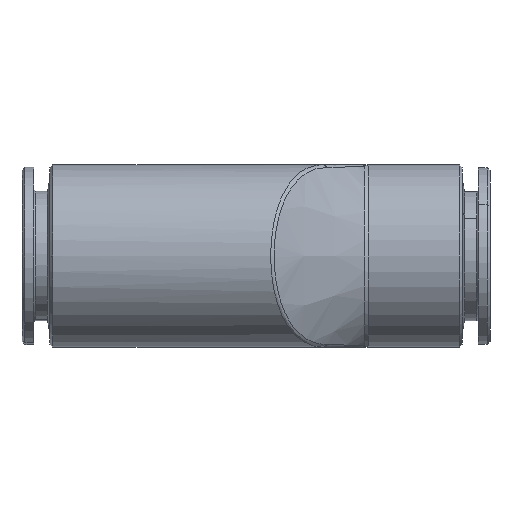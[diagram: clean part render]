
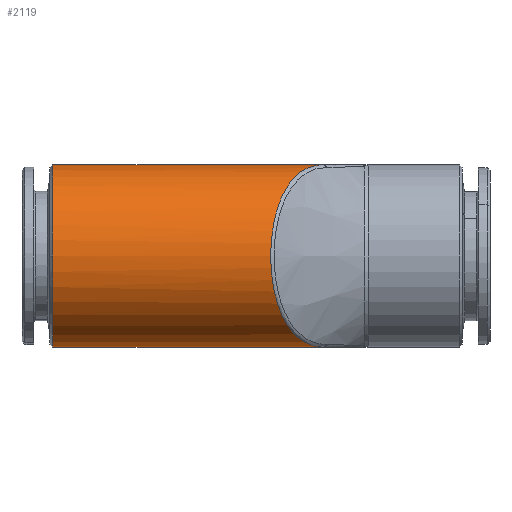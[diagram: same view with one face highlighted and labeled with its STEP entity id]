
A CAD part, left-side view. The second image highlights one B-rep face of the part: STEP entity #2119.
In plain terms, the highlighted cylindrical face has radius 9.5 mm (diameter 19 mm), a partial arc.
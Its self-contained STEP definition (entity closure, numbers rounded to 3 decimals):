
#1983 = VERTEX_POINT ( 'NONE', #2507 ) ;
#1998 = EDGE_CURVE ( 'NONE', #1983, #2255, #2421, .T. ) ;
#2035 = VERTEX_POINT ( 'NONE', #2602 ) ;
#2081 = VERTEX_POINT ( 'NONE', #2673 ) ;
#2083 = EDGE_CURVE ( 'NONE', #2081, #2035, #2672, .T. ) ;
#2119 = ADVANCED_FACE ( 'NONE', ( #2796 ), #2733, .T. ) ;
#2126 = ORIENTED_EDGE ( 'NONE', *, *, #1998, .T. ) ;
#2127 = ORIENTED_EDGE ( 'NONE', *, *, #2242, .T. ) ;
#2134 = VERTEX_POINT ( 'NONE', #2804 ) ;
#2135 = ORIENTED_EDGE ( 'NONE', *, *, #2136, .T. ) ;
#2136 = EDGE_CURVE ( 'NONE', #2081, #1983, #2818, .T. ) ;
#2137 = ORIENTED_EDGE ( 'NONE', *, *, #2083, .F. ) ;
#2144 = EDGE_LOOP ( 'NONE', ( #2137, #2135, #2126, #2127, #2178, #2164, #2166 ) ) ;
#2147 = EDGE_CURVE ( 'NONE', #2176, #2177, #2830, .T. ) ;
#2164 = ORIENTED_EDGE ( 'NONE', *, *, #2165, .T. ) ;
#2165 = EDGE_CURVE ( 'NONE', #2177, #2134, #3652, .T. ) ;
#2166 = ORIENTED_EDGE ( 'NONE', *, *, #2167, .F. ) ;
#2167 = EDGE_CURVE ( 'NONE', #2035, #2134, #3729, .T. ) ;
#2176 = VERTEX_POINT ( 'NONE', #3672 ) ;
#2177 = VERTEX_POINT ( 'NONE', #3671 ) ;
#2178 = ORIENTED_EDGE ( 'NONE', *, *, #2147, .T. ) ;
#2242 = EDGE_CURVE ( 'NONE', #2255, #2176, #3932, .T. ) ;
#2255 = VERTEX_POINT ( 'NONE', #3903 ) ;
#2417 = DIRECTION ( 'NONE',  ( 1., 0., 0. ) ) ;
#2418 = DIRECTION ( 'NONE',  ( 0., -1., 0. ) ) ;
#2419 = CARTESIAN_POINT ( 'NONE',  ( -9.75, 43.7, 0. ) ) ;
#2420 = AXIS2_PLACEMENT_3D ( 'NONE', #2419, #2418, #2417 ) ;
#2421 = CIRCLE ( 'NONE', #2420, 9.5 ) ;
#2507 = CARTESIAN_POINT ( 'NONE',  ( -19.25, 43.7, 0. ) ) ;
#2602 = CARTESIAN_POINT ( 'NONE',  ( -9.75, 27.268, 9.5 ) ) ;
#2669 = DIRECTION ( 'NONE',  ( 0., -1., 0. ) ) ;
#2670 = VECTOR ( 'NONE', #2669, 1000. ) ;
#2671 = CARTESIAN_POINT ( 'NONE',  ( -9.75, 29., 9.5 ) ) ;
#2672 = LINE ( 'NONE', #2671, #2670 ) ;
#2673 = CARTESIAN_POINT ( 'NONE',  ( -9.75, 43.7, 9.5 ) ) ;
#2730 = AXIS2_PLACEMENT_3D ( 'NONE', #2735, #2734, #2732 ) ;
#2732 = DIRECTION ( 'NONE',  ( 0., 0., -1. ) ) ;
#2733 = CYLINDRICAL_SURFACE ( 'NONE', #2730, 9.5 ) ;
#2734 = DIRECTION ( 'NONE',  ( 0., -1., 0. ) ) ;
#2735 = CARTESIAN_POINT ( 'NONE',  ( -9.75, 29., 0. ) ) ;
#2796 = FACE_OUTER_BOUND ( 'NONE', #2144, .T. ) ;
#2800 = DIRECTION ( 'NONE',  ( 0., -1., 0. ) ) ;
#2804 = CARTESIAN_POINT ( 'NONE',  ( -9.75, 15.483, 9.5 ) ) ;
#2806 = DIRECTION ( 'NONE',  ( 1., 0., 0. ) ) ;
#2807 = AXIS2_PLACEMENT_3D ( 'NONE', #2817, #2800, #2806 ) ;
#2817 = CARTESIAN_POINT ( 'NONE',  ( -9.75, 43.7, 0. ) ) ;
#2818 = CIRCLE ( 'NONE', #2807, 9.5 ) ;
#2829 = CARTESIAN_POINT ( 'NONE',  ( -9.75, 29., -9.5 ) ) ;
#2830 = LINE ( 'NONE', #2829, #2834 ) ;
#2833 = DIRECTION ( 'NONE',  ( 0., -1., 0. ) ) ;
#2834 = VECTOR ( 'NONE', #2833, 1000. ) ;
#3589 = CARTESIAN_POINT ( 'NONE',  ( -15.69, 19.12, -7.42 ) ) ;
#3590 = CARTESIAN_POINT ( 'NONE',  ( -15.198, 18.849, -7.789 ) ) ;
#3591 = CARTESIAN_POINT ( 'NONE',  ( -14.946, 18.709, -7.959 ) ) ;
#3598 = CARTESIAN_POINT ( 'NONE',  ( -14.174, 18.272, -8.429 ) ) ;
#3599 = CARTESIAN_POINT ( 'NONE',  ( -13.637, 17.961, -8.689 ) ) ;
#3600 = CARTESIAN_POINT ( 'NONE',  ( -12.531, 17.299, -9.103 ) ) ;
#3603 = CARTESIAN_POINT ( 'NONE',  ( -18.887, 20.785, -2.687 ) ) ;
#3604 = CARTESIAN_POINT ( 'NONE',  ( -18.678, 20.681, -3.313 ) ) ;
#3605 = CARTESIAN_POINT ( 'NONE',  ( -18.271, 20.476, -4.213 ) ) ;
#3606 = CARTESIAN_POINT ( 'NONE',  ( -16.626, 19.626, -6.585 ) ) ;
#3607 = CARTESIAN_POINT ( 'NONE',  ( -15.932, 19.252, -7.22 ) ) ;
#3608 = CARTESIAN_POINT ( 'NONE',  ( -10.306, 15.87, -9.5 ) ) ;
#3609 = CARTESIAN_POINT ( 'NONE',  ( -9.75, 15.483, -9.5 ) ) ;
#3610 = CARTESIAN_POINT ( 'NONE',  ( -19.165, 20.922, 1.31 ) ) ;
#3611 = CARTESIAN_POINT ( 'NONE',  ( -19.234, 20.957, 0.64 ) ) ;
#3613 = CARTESIAN_POINT ( 'NONE',  ( -19.268, 20.973, -0.029 ) ) ;
#3614 = CARTESIAN_POINT ( 'NONE',  ( -19.23, 20.954, -0.7 ) ) ;
#3615 = CARTESIAN_POINT ( 'NONE',  ( -19.157, 20.918, -1.371 ) ) ;
#3616 = CARTESIAN_POINT ( 'NONE',  ( -19.101, 20.891, -1.707 ) ) ;
#3619 = CARTESIAN_POINT ( 'NONE',  ( -9.75, 15.483, 9.5 ) ) ;
#3620 = CARTESIAN_POINT ( 'NONE',  ( -10.307, 15.87, 9.5 ) ) ;
#3621 = CARTESIAN_POINT ( 'NONE',  ( -10.867, 16.244, 9.451 ) ) ;
#3622 = CARTESIAN_POINT ( 'NONE',  ( -11.995, 16.968, 9.249 ) ) ;
#3623 = CARTESIAN_POINT ( 'NONE',  ( -12.554, 17.313, 9.096 ) ) ;
#3624 = CARTESIAN_POINT ( 'NONE',  ( -13.376, 17.805, 8.786 ) ) ;
#3625 = CARTESIAN_POINT ( 'NONE',  ( -13.648, 17.965, 8.669 ) ) ;
#3626 = CARTESIAN_POINT ( 'NONE',  ( -14.185, 18.277, 8.407 ) ) ;
#3627 = CARTESIAN_POINT ( 'NONE',  ( -14.451, 18.429, 8.261 ) ) ;
#3628 = CARTESIAN_POINT ( 'NONE',  ( -15.23, 18.869, 7.784 ) ) ;
#3629 = CARTESIAN_POINT ( 'NONE',  ( -15.722, 19.139, 7.414 ) ) ;
#3630 = CARTESIAN_POINT ( 'NONE',  ( -16.413, 19.511, 6.778 ) ) ;
#3631 = CARTESIAN_POINT ( 'NONE',  ( -16.637, 19.63, 6.551 ) ) ;
#3632 = CARTESIAN_POINT ( 'NONE',  ( -17.062, 19.854, 6.074 ) ) ;
#3633 = CARTESIAN_POINT ( 'NONE',  ( -17.262, 19.958, 5.824 ) ) ;
#3637 = CARTESIAN_POINT ( 'NONE',  ( -17.639, 20.153, 5.303 ) ) ;
#3638 = CARTESIAN_POINT ( 'NONE',  ( -17.815, 20.243, 5.032 ) ) ;
#3640 = CARTESIAN_POINT ( 'NONE',  ( -18.141, 20.41, 4.466 ) ) ;
#3641 = CARTESIAN_POINT ( 'NONE',  ( -18.292, 20.486, 4.17 ) ) ;
#3642 = CARTESIAN_POINT ( 'NONE',  ( -18.697, 20.69, 3.263 ) ) ;
#3644 = CARTESIAN_POINT ( 'NONE',  ( -18.903, 20.792, 2.632 ) ) ;
#3645 = CARTESIAN_POINT ( 'NONE',  ( -19.112, 20.896, 1.647 ) ) ;
#3646 = CARTESIAN_POINT ( 'NONE',  ( -18.118, 20.398, -4.509 ) ) ;
#3647 = CARTESIAN_POINT ( 'NONE',  ( -17.789, 20.23, -5.073 ) ) ;
#3648 = CARTESIAN_POINT ( 'NONE',  ( -17.612, 20.139, -5.343 ) ) ;
#3649 = CARTESIAN_POINT ( 'NONE',  ( -17.047, 19.847, -6.116 ) ) ;
#3650 = CARTESIAN_POINT ( 'NONE',  ( -11.975, 16.955, -9.253 ) ) ;
#3651 = CARTESIAN_POINT ( 'NONE',  ( -10.863, 16.241, -9.452 ) ) ;
#3652 = B_SPLINE_CURVE_WITH_KNOTS ( 'NONE', 3,
 ( #3609, #3608, #3651, #3650, #3600, #3599, #3598, #3591, #3590, #3589, #3607, #3606, #3649, #3648, #3647, #3646, #3605, #3604, #3603, #3616, #3615, #3614, #3613, #3611, #3610, #3645, #3644, #3642, #3641, #3640, #3638, #3637, #3633, #3632, #3631, #3630, #3629, #3628, #3627, #3626, #3625, #3624, #3623, #3622, #3621, #3620, #3619 ),
 .UNSPECIFIED., .F., .F.,
 ( 4, 2, 2, 2, 2, 2, 2, 2, 2, 2, 2, 1, 2, 2, 2, 2, 2, 2, 2, 2, 2, 2, 2, 4 ),
 ( 0., 0.002, 0.004, 0.006, 0.007, 0.008, 0.01, 0.011, 0.012, 0.014, 0.015, 0.016, 0.017, 0.018, 0.02, 0.021, 0.022, 0.023, 0.024, 0.026, 0.027, 0.028, 0.03, 0.032 ),
 .UNSPECIFIED. ) ;
#3671 = CARTESIAN_POINT ( 'NONE',  ( -9.75, 15.483, -9.5 ) ) ;
#3672 = CARTESIAN_POINT ( 'NONE',  ( -9.75, 27.268, -9.5 ) ) ;
#3728 = CARTESIAN_POINT ( 'NONE',  ( -9.75, 29., 9.5 ) ) ;
#3729 = LINE ( 'NONE', #3728, #3751 ) ;
#3751 = VECTOR ( 'NONE', #3784, 1000. ) ;
#3784 = DIRECTION ( 'NONE',  ( 0., -1., 0. ) ) ;
#3882 = DIRECTION ( 'NONE',  ( 0., -1., 0. ) ) ;
#3883 = VECTOR ( 'NONE', #3882, 1000. ) ;
#3903 = CARTESIAN_POINT ( 'NONE',  ( -9.75, 43.7, -9.5 ) ) ;
#3931 = CARTESIAN_POINT ( 'NONE',  ( -9.75, 29., -9.5 ) ) ;
#3932 = LINE ( 'NONE', #3931, #3883 ) ;
